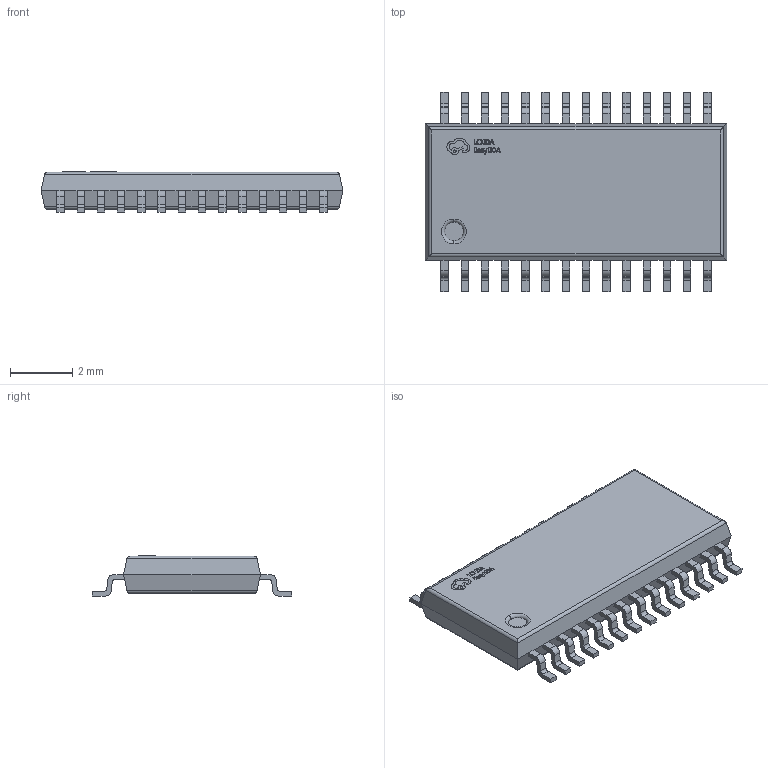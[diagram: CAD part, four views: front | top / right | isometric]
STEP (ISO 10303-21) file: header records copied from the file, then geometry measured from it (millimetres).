
FILE_DESCRIPTION (( 'STEP AP214' ), '1' );
FILE_NAME ('TSSOP-28_L9.8-W4.5-H1.2-P0.65-LS6.4-BL.step', '2022-07-26T10:49:34', ( '' ), ( '' ), 'SwSTEP 2.0', 'SolidWorks 2020', '' );
FILE_SCHEMA (( 'AUTOMOTIVE_DESIGN' ));
Length unit declared in the file: millimetre
Products named in the file (1): TSSOP-28_L9.8-W4.5-H1.2-P0.65-LS6.4-BL
Bounding box: 9.7 x 6.4 x 1.29 mm (x, y, z)
Volume: 50.4 mm3; surface area: 142.9 mm2
Topology: 14 solids, 14 shells, 675 faces, 1849 edges, 1210 vertices
Faces by surface type: plane 441, cylinder 120, bspline 112, torus 2
Entity records: 29981 total; most frequent: CARTESIAN_POINT 5863, ORIENTED_EDGE 3698, DIRECTION 2971, EDGE_CURVE 1849, LINE 1383, VECTOR 1383, VERTEX_POINT 1210, AXIS2_PLACEMENT_3D 794
